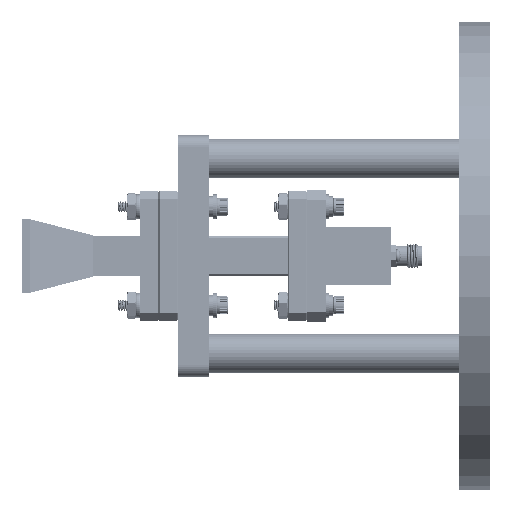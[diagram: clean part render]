
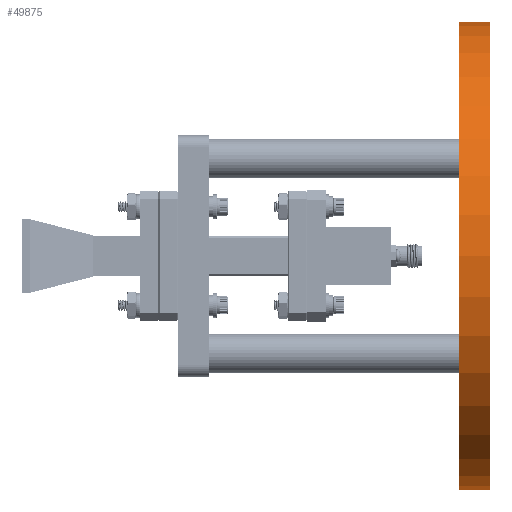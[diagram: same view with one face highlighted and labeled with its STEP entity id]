
A CAD part, left-side view. The second image highlights one B-rep face of the part: STEP entity #49875.
In plain terms, the highlighted cylindrical face has radius 60 mm (diameter 120 mm), a partial arc.
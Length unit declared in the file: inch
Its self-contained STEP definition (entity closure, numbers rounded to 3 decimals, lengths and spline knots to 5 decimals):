
#1615 = ORIENTED_EDGE ( 'NONE', *, *, #27123, .F. ) ;
#2348 = DIRECTION ( 'NONE',  ( 0., 0., -1. ) ) ;
#5705 = AXIS2_PLACEMENT_3D ( 'NONE', #43765, #32960, #6516 ) ;
#6516 = DIRECTION ( 'NONE',  ( 0., 0., 1. ) ) ;
#11856 = VECTOR ( 'NONE', #37138, 39.37008 ) ;
#12260 = CARTESIAN_POINT ( 'NONE',  ( 0., 0.31496, -2.3622 ) ) ;
#17967 = ORIENTED_EDGE ( 'NONE', *, *, #38735, .F. ) ;
#19841 = DIRECTION ( 'NONE',  ( 0., 1., 0. ) ) ;
#20111 = CIRCLE ( 'NONE', #5705, 2.3622 ) ;
#22137 = CARTESIAN_POINT ( 'NONE',  ( 0., 0.31496, 2.3622 ) ) ;
#23710 = EDGE_LOOP ( 'NONE', ( #1615, #47564, #39468, #17967 ) ) ;
#26331 = CARTESIAN_POINT ( 'NONE',  ( 0., 0.31496, 2.3622 ) ) ;
#27123 = EDGE_CURVE ( 'NONE', #48301, #41719, #20111, .T. ) ;
#27473 = VECTOR ( 'NONE', #43411, 39.37008 ) ;
#27716 = LINE ( 'NONE', #38180, #11856 ) ;
#29811 = CYLINDRICAL_SURFACE ( 'NONE', #56511, 2.3622 ) ;
#29974 = DIRECTION ( 'NONE',  ( 0., 0., 1. ) ) ;
#31339 = CARTESIAN_POINT ( 'NONE',  ( 0., 0., 0. ) ) ;
#32960 = DIRECTION ( 'NONE',  ( 0., 1., 0. ) ) ;
#37138 = DIRECTION ( 'NONE',  ( 0., -1., 0. ) ) ;
#38180 = CARTESIAN_POINT ( 'NONE',  ( 0., 0.31496, -2.3622 ) ) ;
#38735 = EDGE_CURVE ( 'NONE', #41719, #67080, #27716, .T. ) ;
#39468 = ORIENTED_EDGE ( 'NONE', *, *, #62639, .T. ) ;
#41180 = CARTESIAN_POINT ( 'NONE',  ( 0., 0., 2.3622 ) ) ;
#41719 = VERTEX_POINT ( 'NONE', #12260 ) ;
#43411 = DIRECTION ( 'NONE',  ( 0., -1., 0. ) ) ;
#43765 = CARTESIAN_POINT ( 'NONE',  ( 0., 0.31496, 0. ) ) ;
#45492 = CARTESIAN_POINT ( 'NONE',  ( 0., 0.31496, 0. ) ) ;
#45739 = EDGE_CURVE ( 'NONE', #48301, #60435, #68130, .T. ) ;
#47564 = ORIENTED_EDGE ( 'NONE', *, *, #45739, .T. ) ;
#48301 = VERTEX_POINT ( 'NONE', #26331 ) ;
#49875 = ADVANCED_FACE ( 'NONE', ( #66067 ), #29811, .T. ) ;
#52237 = CARTESIAN_POINT ( 'NONE',  ( 0., 0., -2.3622 ) ) ;
#56511 = AXIS2_PLACEMENT_3D ( 'NONE', #45492, #66746, #2348 ) ;
#60435 = VERTEX_POINT ( 'NONE', #41180 ) ;
#61840 = CIRCLE ( 'NONE', #67391, 2.3622 ) ;
#62639 = EDGE_CURVE ( 'NONE', #60435, #67080, #61840, .T. ) ;
#66067 = FACE_OUTER_BOUND ( 'NONE', #23710, .T. ) ;
#66746 = DIRECTION ( 'NONE',  ( 0., -1., 0. ) ) ;
#67080 = VERTEX_POINT ( 'NONE', #52237 ) ;
#67391 = AXIS2_PLACEMENT_3D ( 'NONE', #31339, #19841, #29974 ) ;
#68130 = LINE ( 'NONE', #22137, #27473 ) ;
